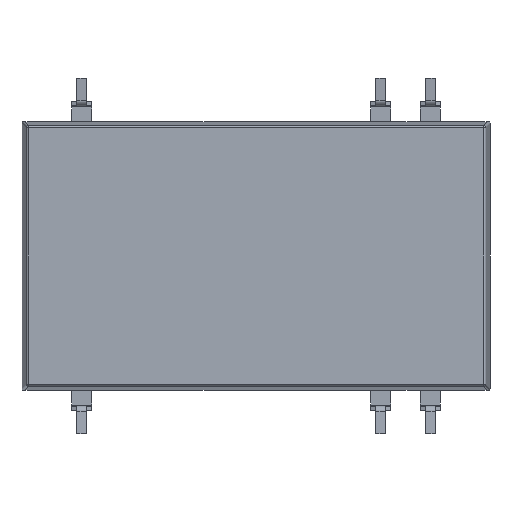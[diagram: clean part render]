
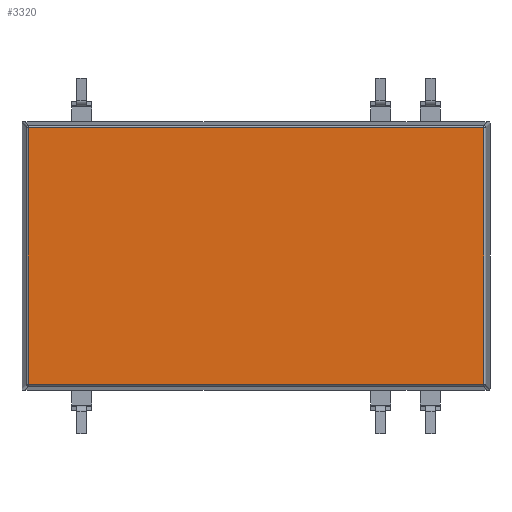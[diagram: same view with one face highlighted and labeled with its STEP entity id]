
A CAD part, front view. The second image highlights one B-rep face of the part: STEP entity #3320.
In plain terms, the highlighted planar face has unit normal (0, -1, 0).
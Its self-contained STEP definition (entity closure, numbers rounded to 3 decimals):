
#164 = CARTESIAN_POINT ( 'NONE',  ( 11.707, 0., -6.532 ) ) ;
#242 = CARTESIAN_POINT ( 'NONE',  ( -11.612, 0., -6.627 ) ) ;
#791 = VERTEX_POINT ( 'NONE', #1812 ) ;
#914 = CARTESIAN_POINT ( 'NONE',  ( -11.93, 0., 6.85 ) ) ;
#929 = VECTOR ( 'NONE', #5078, 1000. ) ;
#957 = EDGE_CURVE ( 'NONE', #791, #3996, #3450, .T. ) ;
#1093 = DIRECTION ( 'NONE',  ( -1., 0., 0. ) ) ;
#1105 = ORIENTED_EDGE ( 'NONE', *, *, #957, .T. ) ;
#1487 = FACE_OUTER_BOUND ( 'NONE', #3724, .T. ) ;
#1666 = EDGE_CURVE ( 'NONE', #3917, #3460, #1735, .T. ) ;
#1735 = LINE ( 'NONE', #3365, #5168 ) ;
#1808 = CARTESIAN_POINT ( 'NONE',  ( 11.612, 0., 6.532 ) ) ;
#1812 = CARTESIAN_POINT ( 'NONE',  ( -11.612, 0., -6.532 ) ) ;
#2424 = CARTESIAN_POINT ( 'NONE',  ( -11.612, 0., 6.532 ) ) ;
#2433 = EDGE_CURVE ( 'NONE', #3460, #791, #4734, .T. ) ;
#2871 = EDGE_CURVE ( 'NONE', #3996, #3917, #4927, .T. ) ;
#3005 = ORIENTED_EDGE ( 'NONE', *, *, #2433, .T. ) ;
#3320 = ADVANCED_FACE ( 'NONE', ( #1487 ), #3946, .F. ) ;
#3365 = CARTESIAN_POINT ( 'NONE',  ( -11.707, 0., 6.532 ) ) ;
#3394 = ORIENTED_EDGE ( 'NONE', *, *, #1666, .T. ) ;
#3413 = VECTOR ( 'NONE', #5615, 1000. ) ;
#3450 = LINE ( 'NONE', #164, #929 ) ;
#3460 = VERTEX_POINT ( 'NONE', #2424 ) ;
#3685 = CARTESIAN_POINT ( 'NONE',  ( 11.612, 0., -6.532 ) ) ;
#3724 = EDGE_LOOP ( 'NONE', ( #3394, #3005, #1105, #4763 ) ) ;
#3917 = VERTEX_POINT ( 'NONE', #1808 ) ;
#3946 = PLANE ( 'NONE',  #5468 ) ;
#3996 = VERTEX_POINT ( 'NONE', #3685 ) ;
#3999 = DIRECTION ( 'NONE',  ( 0., 0., 1. ) ) ;
#4447 = DIRECTION ( 'NONE',  ( 0., 1., 0. ) ) ;
#4521 = DIRECTION ( 'NONE',  ( 0., 0., 1. ) ) ;
#4534 = CARTESIAN_POINT ( 'NONE',  ( 11.612, 0., 6.627 ) ) ;
#4647 = VECTOR ( 'NONE', #4521, 1000. ) ;
#4734 = LINE ( 'NONE', #242, #3413 ) ;
#4763 = ORIENTED_EDGE ( 'NONE', *, *, #2871, .T. ) ;
#4927 = LINE ( 'NONE', #4534, #4647 ) ;
#5078 = DIRECTION ( 'NONE',  ( 1., 0., 0. ) ) ;
#5168 = VECTOR ( 'NONE', #1093, 1000. ) ;
#5468 = AXIS2_PLACEMENT_3D ( 'NONE', #914, #4447, #3999 ) ;
#5615 = DIRECTION ( 'NONE',  ( 0., 0., -1. ) ) ;
